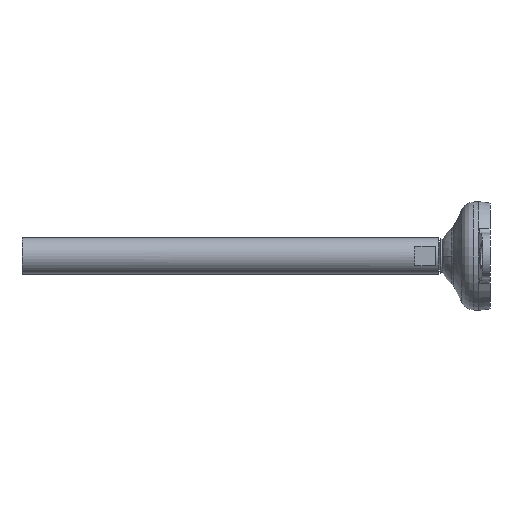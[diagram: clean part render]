
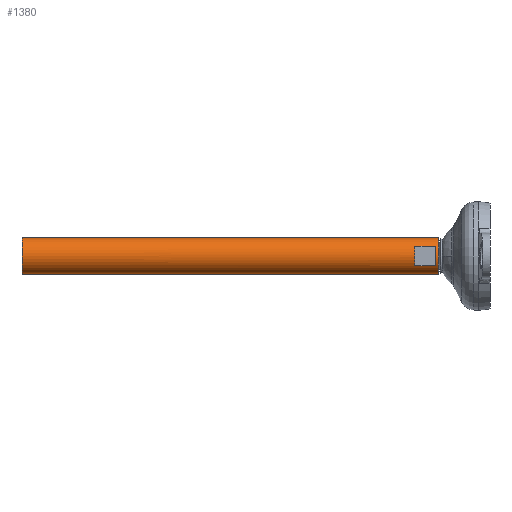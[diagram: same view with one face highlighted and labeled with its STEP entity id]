
A CAD part, left-side view. The second image highlights one B-rep face of the part: STEP entity #1380.
In plain terms, the highlighted cylindrical face has radius 10 mm (diameter 20 mm), a partial arc.
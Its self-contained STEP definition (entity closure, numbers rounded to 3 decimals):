
#12 = LINE ( 'NONE', #527, #604 ) ;
#44 = EDGE_CURVE ( 'NONE', #806, #422, #842, .T. ) ;
#87 = CIRCLE ( 'NONE', #828, 10. ) ;
#100 = AXIS2_PLACEMENT_3D ( 'NONE', #1025, #1709, #384 ) ;
#108 = CARTESIAN_POINT ( 'NONE',  ( -8.5, 0., -5.268 ) ) ;
#125 = EDGE_CURVE ( 'NONE', #558, #997, #256, .T. ) ;
#126 = DIRECTION ( 'NONE',  ( 0., 1., 0. ) ) ;
#164 = AXIS2_PLACEMENT_3D ( 'NONE', #440, #311, #586 ) ;
#256 = LINE ( 'NONE', #108, #512 ) ;
#257 = VERTEX_POINT ( 'NONE', #1239 ) ;
#259 = DIRECTION ( 'NONE',  ( 0., 0., -1. ) ) ;
#275 = DIRECTION ( 'NONE',  ( 0., -1., 0. ) ) ;
#300 = LINE ( 'NONE', #1465, #1674 ) ;
#311 = DIRECTION ( 'NONE',  ( 0., -1., 0. ) ) ;
#321 = ORIENTED_EDGE ( 'NONE', *, *, #44, .T. ) ;
#348 = ORIENTED_EDGE ( 'NONE', *, *, #1514, .T. ) ;
#384 = DIRECTION ( 'NONE',  ( 0., 0., -1. ) ) ;
#422 = VERTEX_POINT ( 'NONE', #1316 ) ;
#440 = CARTESIAN_POINT ( 'NONE',  ( 0., 0., 0. ) ) ;
#444 = AXIS2_PLACEMENT_3D ( 'NONE', #541, #1475, #259 ) ;
#483 = DIRECTION ( 'NONE',  ( 0., 0., 1. ) ) ;
#503 = EDGE_CURVE ( 'NONE', #806, #257, #748, .T. ) ;
#512 = VECTOR ( 'NONE', #126, 1000. ) ;
#522 = EDGE_LOOP ( 'NONE', ( #1203, #321, #976, #1068 ) ) ;
#527 = CARTESIAN_POINT ( 'NONE',  ( -8.5, 0., 5.268 ) ) ;
#541 = CARTESIAN_POINT ( 'NONE',  ( 0., 30., 0. ) ) ;
#558 = VERTEX_POINT ( 'NONE', #1476 ) ;
#586 = DIRECTION ( 'NONE',  ( 0., 0., -1. ) ) ;
#604 = VECTOR ( 'NONE', #1458, 1000. ) ;
#624 = CARTESIAN_POINT ( 'NONE',  ( 0., 41.5, 0. ) ) ;
#719 = CARTESIAN_POINT ( 'NONE',  ( 0., 28.5, 0. ) ) ;
#748 = LINE ( 'NONE', #1580, #1236 ) ;
#752 = ORIENTED_EDGE ( 'NONE', *, *, #1611, .T. ) ;
#777 = VERTEX_POINT ( 'NONE', #846 ) ;
#806 = VERTEX_POINT ( 'NONE', #1511 ) ;
#828 = AXIS2_PLACEMENT_3D ( 'NONE', #624, #1696, #483 ) ;
#842 = CIRCLE ( 'NONE', #100, 10. ) ;
#846 = CARTESIAN_POINT ( 'NONE',  ( 0., 28.5, -10. ) ) ;
#912 = EDGE_CURVE ( 'NONE', #422, #777, #300, .T. ) ;
#917 = DIRECTION ( 'NONE',  ( 0., -1., 0. ) ) ;
#976 = ORIENTED_EDGE ( 'NONE', *, *, #912, .T. ) ;
#997 = VERTEX_POINT ( 'NONE', #1456 ) ;
#1025 = CARTESIAN_POINT ( 'NONE',  ( 0., 258., 0. ) ) ;
#1044 = EDGE_CURVE ( 'NONE', #257, #777, #1079, .T. ) ;
#1053 = VERTEX_POINT ( 'NONE', #1517 ) ;
#1068 = ORIENTED_EDGE ( 'NONE', *, *, #1044, .F. ) ;
#1079 = CIRCLE ( 'NONE', #1526, 10. ) ;
#1081 = EDGE_LOOP ( 'NONE', ( #1276, #348, #1410, #752 ) ) ;
#1193 = CIRCLE ( 'NONE', #444, 10. ) ;
#1203 = ORIENTED_EDGE ( 'NONE', *, *, #503, .F. ) ;
#1236 = VECTOR ( 'NONE', #917, 1000. ) ;
#1239 = CARTESIAN_POINT ( 'NONE',  ( 0., 28.5, 10. ) ) ;
#1242 = DIRECTION ( 'NONE',  ( 0., 0., -1. ) ) ;
#1276 = ORIENTED_EDGE ( 'NONE', *, *, #125, .T. ) ;
#1316 = CARTESIAN_POINT ( 'NONE',  ( 0., 258., -10. ) ) ;
#1377 = FACE_OUTER_BOUND ( 'NONE', #522, .T. ) ;
#1380 = ADVANCED_FACE ( 'NONE', ( #1377, #1512 ), #1636, .T. ) ;
#1410 = ORIENTED_EDGE ( 'NONE', *, *, #1614, .T. ) ;
#1456 = CARTESIAN_POINT ( 'NONE',  ( -8.5, 41.5, -5.268 ) ) ;
#1458 = DIRECTION ( 'NONE',  ( 0., -1., 0. ) ) ;
#1465 = CARTESIAN_POINT ( 'NONE',  ( 0., 0., -10. ) ) ;
#1475 = DIRECTION ( 'NONE',  ( 0., -1., 0. ) ) ;
#1476 = CARTESIAN_POINT ( 'NONE',  ( -8.5, 30., -5.268 ) ) ;
#1511 = CARTESIAN_POINT ( 'NONE',  ( 0., 258., 10. ) ) ;
#1512 = FACE_BOUND ( 'NONE', #1081, .T. ) ;
#1514 = EDGE_CURVE ( 'NONE', #997, #1673, #87, .T. ) ;
#1517 = CARTESIAN_POINT ( 'NONE',  ( -8.5, 30., 5.268 ) ) ;
#1526 = AXIS2_PLACEMENT_3D ( 'NONE', #719, #1649, #1242 ) ;
#1580 = CARTESIAN_POINT ( 'NONE',  ( 0., 0., 10. ) ) ;
#1587 = CARTESIAN_POINT ( 'NONE',  ( -8.5, 41.5, 5.268 ) ) ;
#1611 = EDGE_CURVE ( 'NONE', #1053, #558, #1193, .T. ) ;
#1614 = EDGE_CURVE ( 'NONE', #1673, #1053, #12, .T. ) ;
#1636 = CYLINDRICAL_SURFACE ( 'NONE', #164, 10. ) ;
#1649 = DIRECTION ( 'NONE',  ( 0., -1., 0. ) ) ;
#1673 = VERTEX_POINT ( 'NONE', #1587 ) ;
#1674 = VECTOR ( 'NONE', #275, 1000. ) ;
#1696 = DIRECTION ( 'NONE',  ( 0., 1., 0. ) ) ;
#1709 = DIRECTION ( 'NONE',  ( 0., -1., 0. ) ) ;
